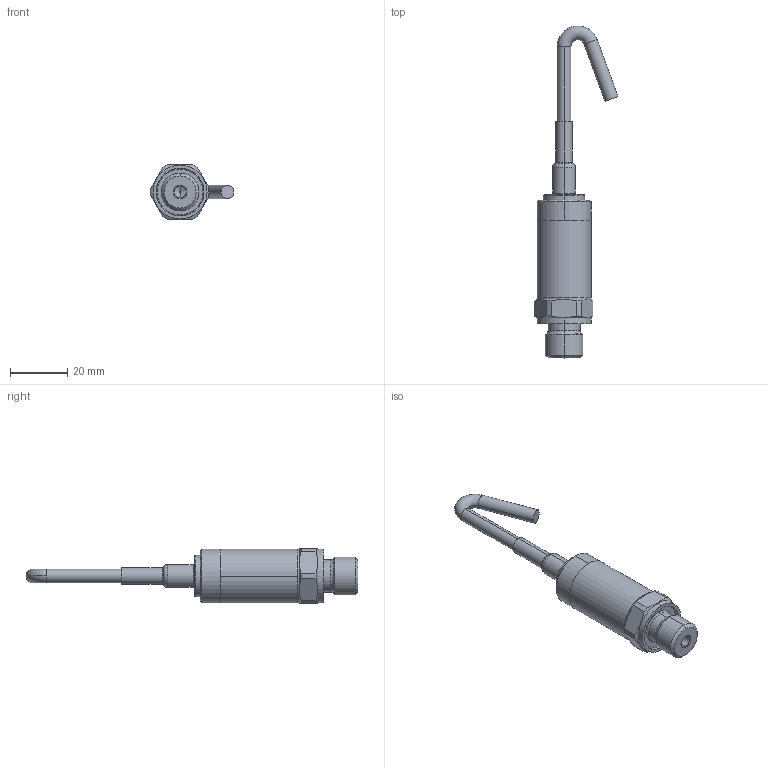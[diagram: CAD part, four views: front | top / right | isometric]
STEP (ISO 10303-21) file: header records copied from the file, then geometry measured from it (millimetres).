
FILE_DESCRIPTION (( 'STEP AP214' ), '1' );
FILE_NAME ('825X.XX.XX.15.08.STEP', '2020-07-06T07:42:42', ( '' ), ( '' ), 'SwSTEP 2.0', 'SolidWorks 2016', '' );
FILE_SCHEMA (( 'AUTOMOTIVE_DESIGN' ));
Length unit declared in the file: millimetre
Products named in the file (4): Kabel_08; C21542_defeatured; C30607_15; 825X.XX.XX.15.08
Assembly tree (3 placements, depth 2):
  825X.XX.XX.15.08
    C21542_defeatured
    C30607_15
    Kabel_08
Bounding box: 29.28 x 115.77 x 19 mm (x, y, z)
Volume: 16239.6 mm3; surface area: 6796.5 mm2
Topology: 3 solids, 3 shells, 104 faces, 220 edges, 134 vertices
Faces by surface type: cylinder 47, plane 25, cone 18, torus 14
Entity records: 3072 total; most frequent: CARTESIAN_POINT 582, DIRECTION 552, ORIENTED_EDGE 440, AXIS2_PLACEMENT_3D 240, EDGE_CURVE 220, VERTEX_POINT 134, CIRCLE 130, EDGE_LOOP 118
